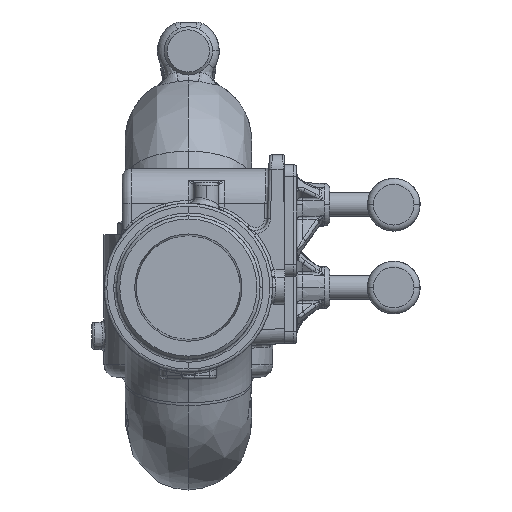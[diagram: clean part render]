
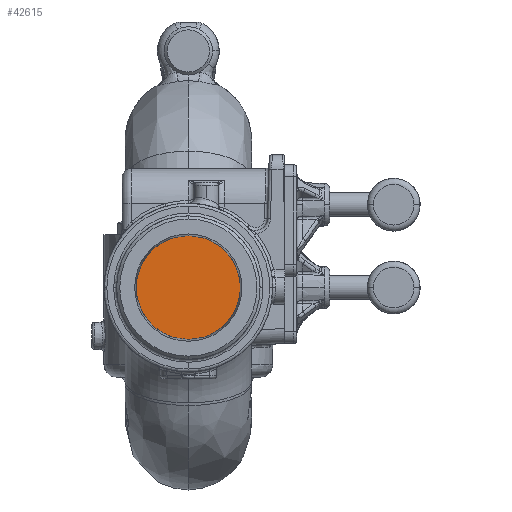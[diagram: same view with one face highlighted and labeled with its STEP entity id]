
A CAD part, front view. The second image highlights one B-rep face of the part: STEP entity #42615.
In plain terms, the highlighted planar face has unit normal (0, -1, 0).
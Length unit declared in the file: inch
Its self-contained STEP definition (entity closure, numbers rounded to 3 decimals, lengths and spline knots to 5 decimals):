
#1484 = ORIENTED_EDGE ( 'NONE', *, *, #5196, .T. ) ;
#1485 = ORIENTED_EDGE ( 'NONE', *, *, #18479, .T. ) ;
#4298 = CARTESIAN_POINT ( 'NONE',  ( 0., 0.4024, -1.07946 ) ) ;
#4795 = AXIS2_PLACEMENT_3D ( 'NONE', #7183, #7188, #7189 ) ;
#5196 = EDGE_CURVE ( 'NONE', #41078, #41254, #15513, .T. ) ;
#5301 = AXIS2_PLACEMENT_3D ( 'NONE', #13750, #14405, #14404 ) ;
#7180 = PLANE ( 'NONE',  #4795 ) ;
#7183 = CARTESIAN_POINT ( 'NONE',  ( -2.72125, 0.4024, 0. ) ) ;
#7188 = DIRECTION ( 'NONE',  ( 0., 1., 0. ) ) ;
#7189 = DIRECTION ( 'NONE',  ( 0., 0., 1. ) ) ;
#13750 = CARTESIAN_POINT ( 'NONE',  ( 0., 0.4024, 0. ) ) ;
#14404 = DIRECTION ( 'NONE',  ( 0., 0., 1. ) ) ;
#14405 = DIRECTION ( 'NONE',  ( 0., -1., 0. ) ) ;
#15513 = CIRCLE ( 'NONE', #5301, 1.07946 ) ;
#15978 = CIRCLE ( 'NONE', #39365, 1.07946 ) ;
#18479 = EDGE_CURVE ( 'NONE', #41254, #41078, #15978, .T. ) ;
#22663 = CARTESIAN_POINT ( 'NONE',  ( 0., 0.4024, 0. ) ) ;
#22701 = DIRECTION ( 'NONE',  ( 0., -1., 0. ) ) ;
#22702 = DIRECTION ( 'NONE',  ( 0., 0., 1. ) ) ;
#26197 = EDGE_LOOP ( 'NONE', ( #1485, #1484 ) ) ;
#39365 = AXIS2_PLACEMENT_3D ( 'NONE', #22663, #22701, #22702 ) ;
#41078 = VERTEX_POINT ( 'NONE', #42301 ) ;
#41254 = VERTEX_POINT ( 'NONE', #4298 ) ;
#42301 = CARTESIAN_POINT ( 'NONE',  ( 0., 0.4024, 1.07946 ) ) ;
#42615 = ADVANCED_FACE ( 'NONE', ( #46737 ), #7180, .F. ) ;
#46737 = FACE_OUTER_BOUND ( 'NONE', #26197, .T. ) ;
